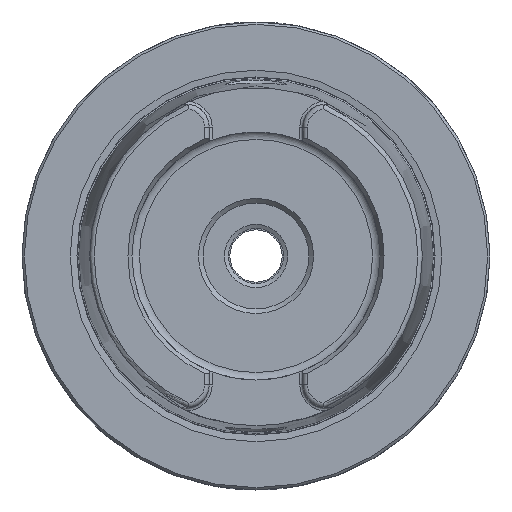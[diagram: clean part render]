
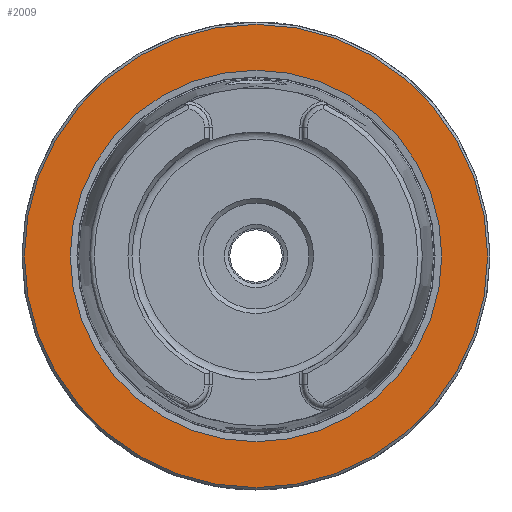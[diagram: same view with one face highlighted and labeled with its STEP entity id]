
A CAD part, left-side view. The second image highlights one B-rep face of the part: STEP entity #2009.
In plain terms, the highlighted planar face has unit normal (-1, 0, 0).
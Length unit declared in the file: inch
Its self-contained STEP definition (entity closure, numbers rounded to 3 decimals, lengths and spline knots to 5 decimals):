
#166=FACE_BOUND('',#422,.T.);
#199=PLANE('',#2242);
#301=FACE_OUTER_BOUND('',#421,.T.);
#421=EDGE_LOOP('',(#1816));
#422=EDGE_LOOP('',(#1817));
#747=CIRCLE('',#2241,1.94882);
#748=CIRCLE('',#2243,1.56229);
#949=VERTEX_POINT('',#4778);
#950=VERTEX_POINT('',#4782);
#1244=EDGE_CURVE('',#949,#949,#747,.T.);
#1245=EDGE_CURVE('',#950,#950,#748,.T.);
#1816=ORIENTED_EDGE('',*,*,#1244,.F.);
#1817=ORIENTED_EDGE('',*,*,#1245,.T.);
#2009=ADVANCED_FACE('',(#301,#166),#199,.T.);
#2241=AXIS2_PLACEMENT_3D('',#4780,#2775,#2776);
#2242=AXIS2_PLACEMENT_3D('',#4781,#2777,#2778);
#2243=AXIS2_PLACEMENT_3D('',#4783,#2779,#2780);
#2775=DIRECTION('center_axis',(1.,0.,0.));
#2776=DIRECTION('ref_axis',(0.,1.,0.));
#2777=DIRECTION('center_axis',(-1.,0.,0.));
#2778=DIRECTION('ref_axis',(0.,-1.,0.));
#2779=DIRECTION('center_axis',(1.,0.,0.));
#2780=DIRECTION('ref_axis',(0.,1.,0.));
#4778=CARTESIAN_POINT('',(0.,0.,-1.94882));
#4780=CARTESIAN_POINT('Origin',(0.,0.,0.));
#4781=CARTESIAN_POINT('Origin',(0.,0.,
1.94882));
#4782=CARTESIAN_POINT('',(0.,0.,-1.56229));
#4783=CARTESIAN_POINT('Origin',(0.,0.,0.));
